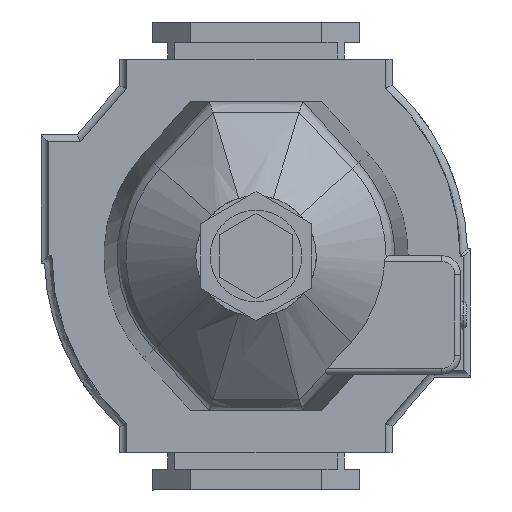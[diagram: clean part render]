
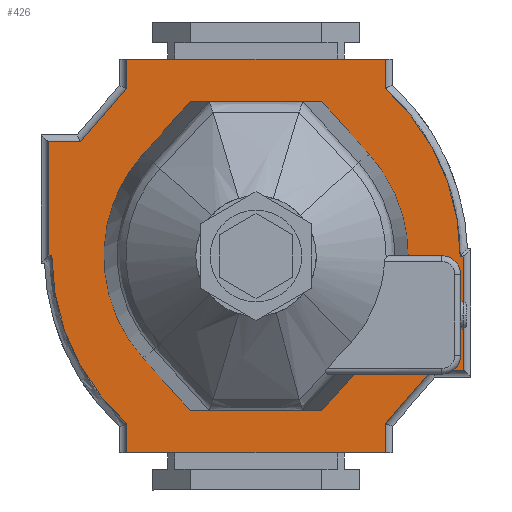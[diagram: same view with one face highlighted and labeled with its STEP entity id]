
A CAD part, front view. The second image highlights one B-rep face of the part: STEP entity #426.
In plain terms, the highlighted face is planar.
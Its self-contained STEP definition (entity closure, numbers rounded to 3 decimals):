
#5 = CARTESIAN_POINT ( 'NONE',  ( -28.65, 0., 22.1 ) ) ;
#83 = VERTEX_POINT ( 'NONE', #4170 ) ;
#218 = CARTESIAN_POINT ( 'NONE',  ( 0., 0., 35.5 ) ) ;
#220 = DIRECTION ( 'NONE',  ( 0., 0., -1. ) ) ;
#223 = CARTESIAN_POINT ( 'NONE',  ( -28.65, 0., 22.1 ) ) ;
#298 = EDGE_CURVE ( 'NONE', #3680, #9855, #4259, .T. ) ;
#426 = ADVANCED_FACE ( 'NONE', ( #4160 ), #8058, .T. ) ;
#551 = EDGE_CURVE ( 'NONE', #4069, #3529, #2281, .T. ) ;
#651 = LINE ( 'NONE', #9025, #9998 ) ;
#660 = CARTESIAN_POINT ( 'NONE',  ( 19.5, 0., -30. ) ) ;
#847 = VERTEX_POINT ( 'NONE', #3633 ) ;
#943 = VERTEX_POINT ( 'NONE', #5549 ) ;
#1059 = ORIENTED_EDGE ( 'NONE', *, *, #9149, .F. ) ;
#1139 = ORIENTED_EDGE ( 'NONE', *, *, #2651, .F. ) ;
#1149 = CARTESIAN_POINT ( 'NONE',  ( 19.5, 0., -30. ) ) ;
#1171 = CARTESIAN_POINT ( 'NONE',  ( 0., 0., 0. ) ) ;
#1182 = DIRECTION ( 'NONE',  ( 0., 0., -1. ) ) ;
#1266 = VERTEX_POINT ( 'NONE', #1278 ) ;
#1278 = CARTESIAN_POINT ( 'NONE',  ( -19.5, 0., 35.5 ) ) ;
#1296 = VECTOR ( 'NONE', #2996, 1000. ) ;
#1378 = DIRECTION ( 'NONE',  ( 0., 0., 1. ) ) ;
#1477 = ORIENTED_EDGE ( 'NONE', *, *, #2913, .F. ) ;
#1529 = VECTOR ( 'NONE', #8943, 1000. ) ;
#1657 = LINE ( 'NONE', #9297, #7507 ) ;
#1795 = LINE ( 'NONE', #660, #1296 ) ;
#2064 = EDGE_CURVE ( 'NONE', #943, #8033, #1657, .T. ) ;
#2088 = DIRECTION ( 'NONE',  ( 1., 0., 0. ) ) ;
#2096 = CARTESIAN_POINT ( 'NONE',  ( 33.65, 0., -22.1 ) ) ;
#2198 = DIRECTION ( 'NONE',  ( 0., -1., 0. ) ) ;
#2281 = LINE ( 'NONE', #6074, #3314 ) ;
#2362 = LINE ( 'NONE', #218, #6427 ) ;
#2364 = VECTOR ( 'NONE', #1182, 1000. ) ;
#2490 = EDGE_CURVE ( 'NONE', #5087, #8487, #4023, .T. ) ;
#2608 = LINE ( 'NONE', #9561, #9352 ) ;
#2637 = CARTESIAN_POINT ( 'NONE',  ( -33.65, 0., 22.1 ) ) ;
#2651 = EDGE_CURVE ( 'NONE', #8487, #3680, #651, .T. ) ;
#2673 = VECTOR ( 'NONE', #5547, 1000. ) ;
#2692 = DIRECTION ( 'NONE',  ( 0., 1., 0. ) ) ;
#2913 = EDGE_CURVE ( 'NONE', #8033, #1266, #2362, .T. ) ;
#2996 = DIRECTION ( 'NONE',  ( 0.757, 0., 0.654 ) ) ;
#3178 = CARTESIAN_POINT ( 'NONE',  ( 19.5, 0., -35.5 ) ) ;
#3240 = CARTESIAN_POINT ( 'NONE',  ( -28.622, 0., -22.1 ) ) ;
#3314 = VECTOR ( 'NONE', #6171, 1000. ) ;
#3402 = CARTESIAN_POINT ( 'NONE',  ( -33.65, 0., -22.1 ) ) ;
#3461 = EDGE_CURVE ( 'NONE', #3529, #83, #8313, .T. ) ;
#3507 = VECTOR ( 'NONE', #6583, 1000. ) ;
#3529 = VERTEX_POINT ( 'NONE', #8915 ) ;
#3553 = CARTESIAN_POINT ( 'NONE',  ( 28.65, 0., -22.1 ) ) ;
#3633 = CARTESIAN_POINT ( 'NONE',  ( -19.5, 0., 30. ) ) ;
#3680 = VERTEX_POINT ( 'NONE', #3240 ) ;
#3724 = VECTOR ( 'NONE', #4354, 1000. ) ;
#3799 = VERTEX_POINT ( 'NONE', #5 ) ;
#3831 = ORIENTED_EDGE ( 'NONE', *, *, #5368, .F. ) ;
#3937 = ORIENTED_EDGE ( 'NONE', *, *, #9053, .F. ) ;
#4023 = LINE ( 'NONE', #2637, #3507 ) ;
#4069 = VERTEX_POINT ( 'NONE', #3553 ) ;
#4160 = FACE_OUTER_BOUND ( 'NONE', #8881, .T. ) ;
#4170 = CARTESIAN_POINT ( 'NONE',  ( 33.65, 0., 22.1 ) ) ;
#4259 = CIRCLE ( 'NONE', #7814, 38.4 ) ;
#4298 = LINE ( 'NONE', #6110, #3724 ) ;
#4354 = DIRECTION ( 'NONE',  ( 1., 0., 0. ) ) ;
#4381 = ORIENTED_EDGE ( 'NONE', *, *, #2490, .F. ) ;
#4386 = EDGE_CURVE ( 'NONE', #847, #3799, #2608, .T. ) ;
#4405 = ORIENTED_EDGE ( 'NONE', *, *, #551, .F. ) ;
#4579 = VERTEX_POINT ( 'NONE', #5333 ) ;
#4582 = ORIENTED_EDGE ( 'NONE', *, *, #9733, .F. ) ;
#4606 = AXIS2_PLACEMENT_3D ( 'NONE', #10008, #6821, #6080 ) ;
#4721 = DIRECTION ( 'NONE',  ( 0., 0., 1. ) ) ;
#4778 = CIRCLE ( 'NONE', #4606, 38.4 ) ;
#4850 = ORIENTED_EDGE ( 'NONE', *, *, #9058, .F. ) ;
#4906 = ORIENTED_EDGE ( 'NONE', *, *, #9349, .F. ) ;
#4918 = CARTESIAN_POINT ( 'NONE',  ( -19.5, 0., 35.5 ) ) ;
#5087 = VERTEX_POINT ( 'NONE', #5505 ) ;
#5103 = ORIENTED_EDGE ( 'NONE', *, *, #6787, .F. ) ;
#5105 = CARTESIAN_POINT ( 'NONE',  ( 0., 0., -34.9 ) ) ;
#5122 = DIRECTION ( 'NONE',  ( 0., 0., 1. ) ) ;
#5146 = VERTEX_POINT ( 'NONE', #1149 ) ;
#5333 = CARTESIAN_POINT ( 'NONE',  ( 0., 0., -35.5 ) ) ;
#5368 = EDGE_CURVE ( 'NONE', #9855, #4579, #5780, .T. ) ;
#5505 = CARTESIAN_POINT ( 'NONE',  ( -33.65, 0., 22.1 ) ) ;
#5547 = DIRECTION ( 'NONE',  ( 0., 0., 1. ) ) ;
#5549 = CARTESIAN_POINT ( 'NONE',  ( 0., 0., 34.9 ) ) ;
#5780 = LINE ( 'NONE', #6989, #8064 ) ;
#5833 = LINE ( 'NONE', #4918, #2364 ) ;
#5898 = VECTOR ( 'NONE', #8495, 1000. ) ;
#6074 = CARTESIAN_POINT ( 'NONE',  ( 28.65, 0., -22.1 ) ) ;
#6080 = DIRECTION ( 'NONE',  ( 0., 0., -1. ) ) ;
#6086 = CARTESIAN_POINT ( 'NONE',  ( 0., 0., 3.5 ) ) ;
#6110 = CARTESIAN_POINT ( 'NONE',  ( 0., 0., -35.5 ) ) ;
#6171 = DIRECTION ( 'NONE',  ( 1., 0., 0. ) ) ;
#6355 = CARTESIAN_POINT ( 'NONE',  ( 19.5, 0., -35.5 ) ) ;
#6427 = VECTOR ( 'NONE', #7717, 1000. ) ;
#6583 = DIRECTION ( 'NONE',  ( 0., 0., -1. ) ) ;
#6787 = EDGE_CURVE ( 'NONE', #5146, #4069, #1795, .T. ) ;
#6821 = DIRECTION ( 'NONE',  ( 0., -1., 0. ) ) ;
#6989 = CARTESIAN_POINT ( 'NONE',  ( 0., 0., -34.9 ) ) ;
#7051 = LINE ( 'NONE', #223, #5898 ) ;
#7195 = LINE ( 'NONE', #9719, #1529 ) ;
#7209 = EDGE_CURVE ( 'NONE', #4579, #9031, #4298, .T. ) ;
#7317 = DIRECTION ( 'NONE',  ( 0., 0., 1. ) ) ;
#7507 = VECTOR ( 'NONE', #4721, 1000. ) ;
#7717 = DIRECTION ( 'NONE',  ( -1., 0., 0. ) ) ;
#7814 = AXIS2_PLACEMENT_3D ( 'NONE', #6086, #2198, #1378 ) ;
#7885 = LINE ( 'NONE', #3178, #2673 ) ;
#7969 = DIRECTION ( 'NONE',  ( -0.757, 0., -0.654 ) ) ;
#7975 = AXIS2_PLACEMENT_3D ( 'NONE', #1171, #2692, #7317 ) ;
#8033 = VERTEX_POINT ( 'NONE', #9624 ) ;
#8058 = PLANE ( 'NONE',  #7975 ) ;
#8064 = VECTOR ( 'NONE', #220, 1000. ) ;
#8190 = VECTOR ( 'NONE', #5122, 1000. ) ;
#8311 = ORIENTED_EDGE ( 'NONE', *, *, #3461, .F. ) ;
#8313 = LINE ( 'NONE', #2096, #8190 ) ;
#8487 = VERTEX_POINT ( 'NONE', #3402 ) ;
#8495 = DIRECTION ( 'NONE',  ( -1., 0., 0. ) ) ;
#8881 = EDGE_LOOP ( 'NONE', ( #3831, #9413, #1139, #4381, #4850, #9930, #4906, #1477, #9099, #4582, #1059, #8311, #4405, #5103, #3937, #9541 ) ) ;
#8915 = CARTESIAN_POINT ( 'NONE',  ( 33.65, 0., -22.1 ) ) ;
#8943 = DIRECTION ( 'NONE',  ( -1., 0., 0. ) ) ;
#9025 = CARTESIAN_POINT ( 'NONE',  ( -33.65, 0., -22.1 ) ) ;
#9031 = VERTEX_POINT ( 'NONE', #6355 ) ;
#9053 = EDGE_CURVE ( 'NONE', #9031, #5146, #7885, .T. ) ;
#9058 = EDGE_CURVE ( 'NONE', #3799, #5087, #7051, .T. ) ;
#9099 = ORIENTED_EDGE ( 'NONE', *, *, #2064, .F. ) ;
#9149 = EDGE_CURVE ( 'NONE', #83, #9484, #7195, .T. ) ;
#9297 = CARTESIAN_POINT ( 'NONE',  ( 0., 0., 34.9 ) ) ;
#9349 = EDGE_CURVE ( 'NONE', #1266, #847, #5833, .T. ) ;
#9352 = VECTOR ( 'NONE', #7969, 1000. ) ;
#9413 = ORIENTED_EDGE ( 'NONE', *, *, #298, .F. ) ;
#9484 = VERTEX_POINT ( 'NONE', #9516 ) ;
#9516 = CARTESIAN_POINT ( 'NONE',  ( 28.622, 0., 22.1 ) ) ;
#9541 = ORIENTED_EDGE ( 'NONE', *, *, #7209, .F. ) ;
#9561 = CARTESIAN_POINT ( 'NONE',  ( -19.5, 0., 30. ) ) ;
#9624 = CARTESIAN_POINT ( 'NONE',  ( 0., 0., 35.5 ) ) ;
#9719 = CARTESIAN_POINT ( 'NONE',  ( 33.65, 0., 22.1 ) ) ;
#9733 = EDGE_CURVE ( 'NONE', #9484, #943, #4778, .T. ) ;
#9855 = VERTEX_POINT ( 'NONE', #5105 ) ;
#9930 = ORIENTED_EDGE ( 'NONE', *, *, #4386, .F. ) ;
#9998 = VECTOR ( 'NONE', #2088, 1000. ) ;
#10008 = CARTESIAN_POINT ( 'NONE',  ( 0., 0., -3.5 ) ) ;
